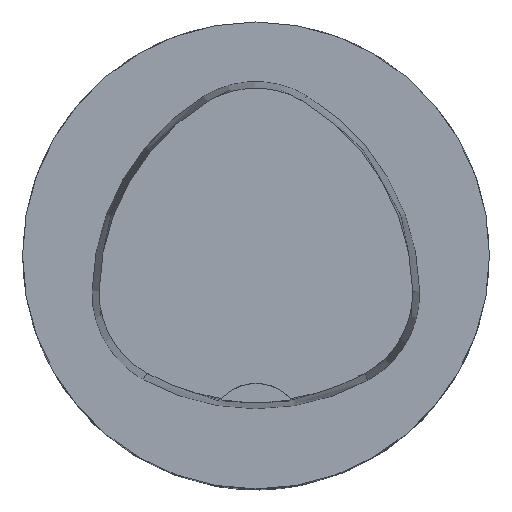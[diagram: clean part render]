
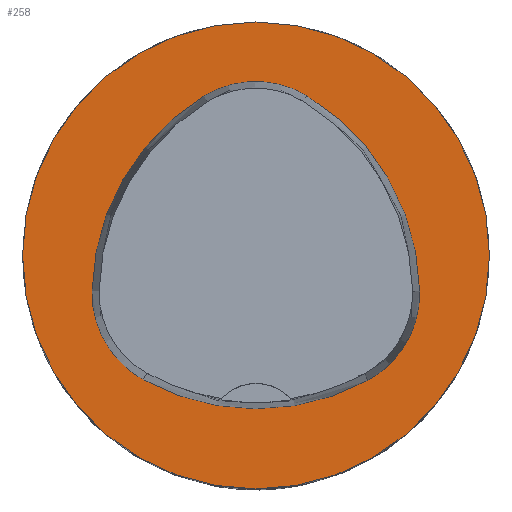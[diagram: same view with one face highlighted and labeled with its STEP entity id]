
A CAD part, top view. The second image highlights one B-rep face of the part: STEP entity #258.
In plain terms, the highlighted planar face has unit normal (0, 0, 1).
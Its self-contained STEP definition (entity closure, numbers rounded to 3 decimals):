
#220=FACE_BOUND('',#367,.T.);
#221=FACE_BOUND('',#368,.T.);
#258=ADVANCED_FACE('',(#220,#221),#281,.T.);
#281=PLANE('',#859);
#367=EDGE_LOOP('',(#468,#469,#470,#471,#472,#473));
#368=EDGE_LOOP('',(#474));
#468=ORIENTED_EDGE('',*,*,#629,.T.);
#469=ORIENTED_EDGE('',*,*,#609,.T.);
#470=ORIENTED_EDGE('',*,*,#613,.T.);
#471=ORIENTED_EDGE('',*,*,#616,.T.);
#472=ORIENTED_EDGE('',*,*,#619,.T.);
#473=ORIENTED_EDGE('',*,*,#627,.T.);
#474=ORIENTED_EDGE('',*,*,#632,.F.);
#553=VERTEX_POINT('',#1201);
#554=VERTEX_POINT('',#1202);
#557=VERTEX_POINT('',#1210);
#559=VERTEX_POINT('',#1216);
#561=VERTEX_POINT('',#1222);
#568=VERTEX_POINT('',#1243);
#569=VERTEX_POINT('',#1253);
#609=EDGE_CURVE('',#553,#554,#680,.T.);
#613=EDGE_CURVE('',#554,#557,#682,.T.);
#616=EDGE_CURVE('',#557,#559,#684,.T.);
#619=EDGE_CURVE('',#559,#561,#686,.T.);
#627=EDGE_CURVE('',#561,#568,#690,.T.);
#629=EDGE_CURVE('',#568,#553,#692,.T.);
#632=EDGE_CURVE('',#569,#569,#695,.T.);
#680=CIRCLE('',#836,20.);
#682=CIRCLE('',#839,8.5);
#684=CIRCLE('',#842,20.);
#686=CIRCLE('',#845,8.5);
#690=CIRCLE('',#850,20.);
#692=CIRCLE('',#853,8.5);
#695=CIRCLE('',#858,20.);
#836=AXIS2_PLACEMENT_3D('',#1200,#992,#993);
#839=AXIS2_PLACEMENT_3D('',#1209,#1000,#1001);
#842=AXIS2_PLACEMENT_3D('',#1215,#1007,#1008);
#845=AXIS2_PLACEMENT_3D('',#1221,#1014,#1015);
#850=AXIS2_PLACEMENT_3D('',#1244,#1026,#1027);
#853=AXIS2_PLACEMENT_3D('',#1247,#1032,#1033);
#858=AXIS2_PLACEMENT_3D('',#1252,#1042,#1043);
#859=AXIS2_PLACEMENT_3D('',#1254,#1044,#1045);
#992=DIRECTION('',(0.,0.,-1.));
#993=DIRECTION('',(-1.,0.,0.));
#1000=DIRECTION('',(0.,0.,-1.));
#1001=DIRECTION('',(-1.,0.,0.));
#1007=DIRECTION('',(0.,0.,-1.));
#1008=DIRECTION('',(-1.,0.,0.));
#1014=DIRECTION('',(0.,0.,-1.));
#1015=DIRECTION('',(-1.,0.,0.));
#1026=DIRECTION('',(0.,0.,-1.));
#1027=DIRECTION('',(-1.,0.,0.));
#1032=DIRECTION('',(0.,0.,-1.));
#1033=DIRECTION('',(-1.,0.,0.));
#1042=DIRECTION('',(0.,0.,-1.));
#1043=DIRECTION('',(-1.,0.,0.));
#1044=DIRECTION('',(0.,0.,1.));
#1045=DIRECTION('',(1.,0.,0.));
#1200=CARTESIAN_POINT('',(5.955,-3.414,0.));
#1201=CARTESIAN_POINT('',(-14.041,-3.042,0.));
#1202=CARTESIAN_POINT('',(-4.472,13.653,0.));
#1209=CARTESIAN_POINT('',(-0.04,6.4,0.));
#1210=CARTESIAN_POINT('',(4.347,13.68,0.));
#1215=CARTESIAN_POINT('',(-5.976,-3.45,0.));
#1216=CARTESIAN_POINT('',(14.021,-3.075,0.));
#1221=CARTESIAN_POINT('',(5.522,-3.235,0.));
#1222=CARTESIAN_POINT('',(9.588,-10.699,0.));
#1243=CARTESIAN_POINT('',(-9.655,-10.639,0.));
#1244=CARTESIAN_POINT('',(0.022,6.864,0.));
#1247=CARTESIAN_POINT('',(-5.543,-3.2,0.));
#1252=CARTESIAN_POINT('',(0.,0.,0.));
#1253=CARTESIAN_POINT('',(-20.,0.,0.));
#1254=CARTESIAN_POINT('',(0.,0.,0.));
